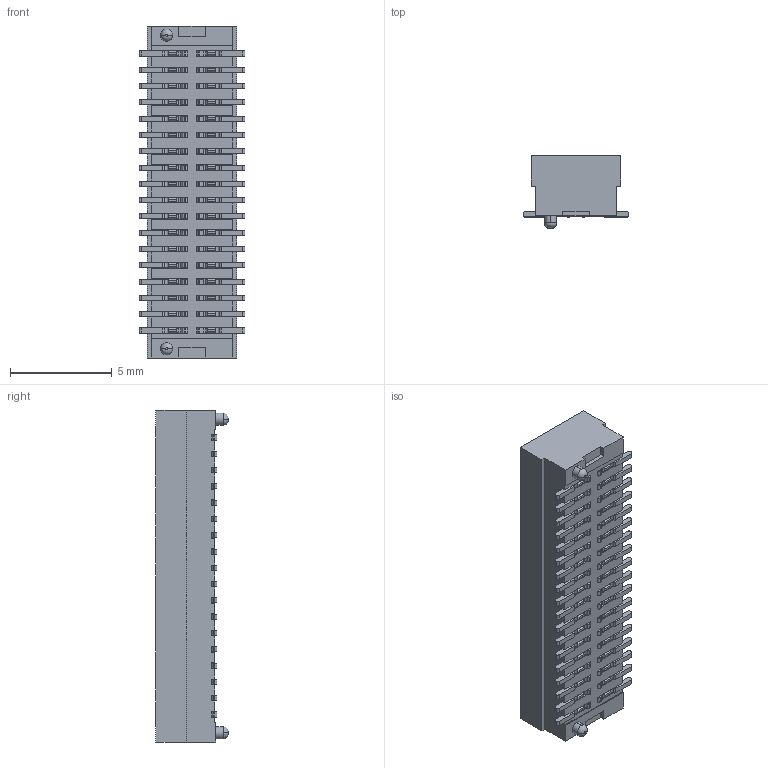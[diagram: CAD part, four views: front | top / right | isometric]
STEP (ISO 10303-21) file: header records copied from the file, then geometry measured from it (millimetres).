
FILE_DESCRIPTION(('CoCreate Modeling STEP Export'),'2;1');
FILE_NAME('SGDBF-08-036P-H30.stp','2022-12-08T22:41:06',(''),(''),'CoCreate Modeling STEP processor for AP214 (Solid Model)','CoCreate Modeling 16.00 13-May-2008 (C) Parametric Technology GmbH','');
FILE_SCHEMA(('AUTOMOTIVE_DESIGN { 1 0 10303 214 1 1 1 1 }'));
Products named in the file (2): 36P
Assembly tree (1 placements, depth 2):
  36P
    36P
Bounding box: 5.2 x 3.55 x 16.3 mm (x, y, z)
Volume: 152.4 mm3; surface area: 668.1 mm2
Topology: 1 solids, 1 shells, 2058 faces, 6086 edges, 4034 vertices
Faces by surface type: plane 1330, cylinder 724, torus 4
Entity records: 65449 total; most frequent: ORIENTED_EDGE 12172, CARTESIAN_POINT 11432, DIRECTION 10612, EDGE_CURVE 6086, VECTOR 4160, LINE 4160, VERTEX_POINT 4034, AXIS2_PLACEMENT_3D 3226
